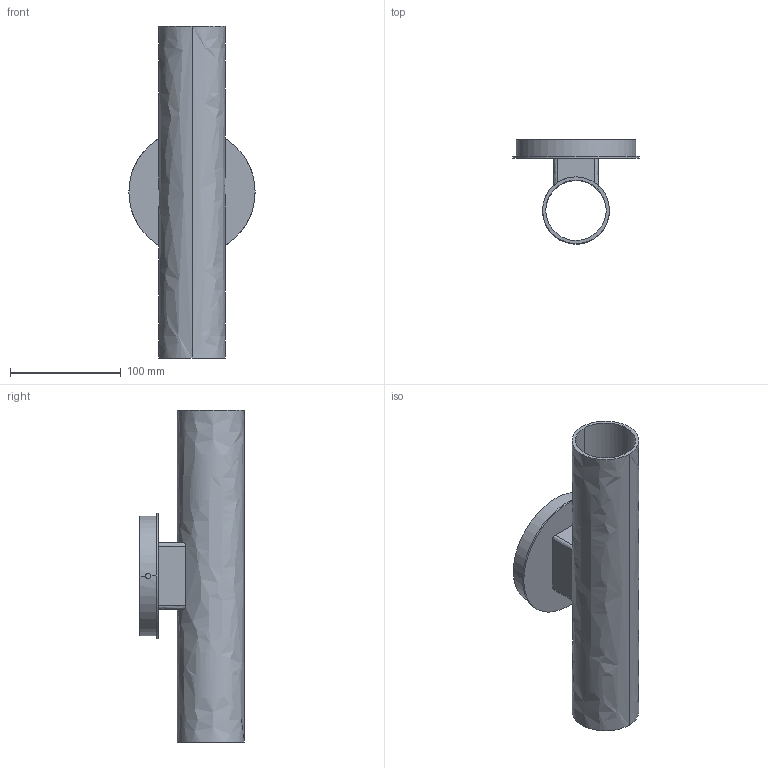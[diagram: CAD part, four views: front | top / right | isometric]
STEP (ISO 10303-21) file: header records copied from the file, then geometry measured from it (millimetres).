
FILE_DESCRIPTION(/* description */ (''),/* implementation_level */ '2;1');
FILE_NAME(/* name */ 'Roest_Sconce20_3D_mm',/* time_stamp */ '2025-06-24T09:20:43-07:00',/* author */ (''),/* organization */ (''),/* preprocessor_version */ 'ST-DEVELOPER v16.5',/* originating_system */ '',/* authorisation */ '');
FILE_SCHEMA (('AUTOMOTIVE_DESIGN'));
Length unit declared in the file: millimetre
Products named in the file (1): Document
Bounding box: 114 x 94 x 300 mm (x, y, z)
Volume: 357074 mm3; surface area: 134935.5 mm2
Topology: 1 solids, 1 shells, 25 faces, 61 edges, 40 vertices
Faces by surface type: bspline 18, plane 7
Entity records: 1013 total; most frequent: CARTESIAN_POINT 628, ORIENTED_EDGE 122, EDGE_CURVE 61, VERTEX_POINT 40, EDGE_LOOP 29, ADVANCED_FACE 25, FACE_OUTER_BOUND 25, B_SPLINE_CURVE_WITH_KNOTS 24
